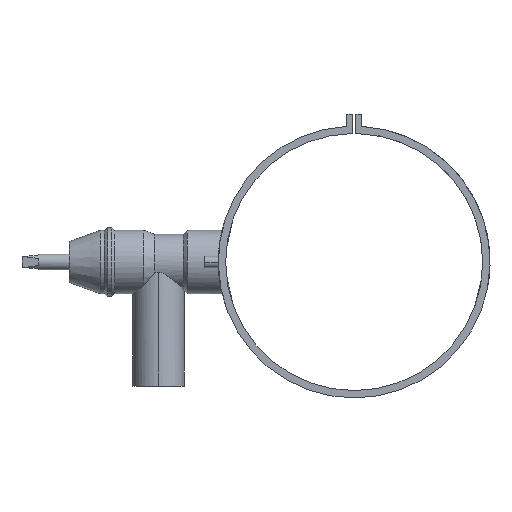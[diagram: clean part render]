
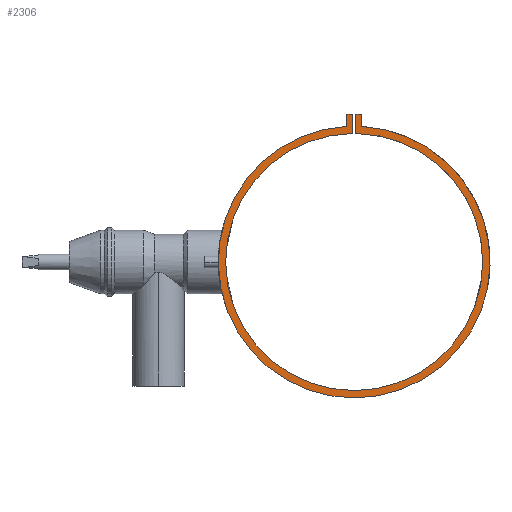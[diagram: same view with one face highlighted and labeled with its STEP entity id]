
A CAD part, left-side view. The second image highlights one B-rep face of the part: STEP entity #2306.
In plain terms, the highlighted planar face has unit normal (-1, 0, 0).
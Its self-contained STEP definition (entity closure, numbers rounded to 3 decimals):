
#95 = EDGE_CURVE ( 'NONE', #1997, #2135, #858, .T. ) ;
#104 = CARTESIAN_POINT ( 'NONE',  ( -80., -9., 166.257 ) ) ;
#173 = CARTESIAN_POINT ( 'NONE',  ( -80., 9., 181.257 ) ) ;
#177 = AXIS2_PLACEMENT_3D ( 'NONE', #2884, #569, #1670 ) ;
#266 = CARTESIAN_POINT ( 'NONE',  ( -80., -2., 181.257 ) ) ;
#370 = CARTESIAN_POINT ( 'NONE',  ( -80., -2., 181.257 ) ) ;
#431 = DIRECTION ( 'NONE',  ( 0., 0., 1. ) ) ;
#461 = VECTOR ( 'NONE', #1474, 1000. ) ;
#522 = CARTESIAN_POINT ( 'NONE',  ( -80., -9., 181.257 ) ) ;
#569 = DIRECTION ( 'NONE',  ( 1., 0., 0. ) ) ;
#584 = VECTOR ( 'NONE', #1371, 1000. ) ;
#607 = CARTESIAN_POINT ( 'NONE',  ( -80., 2., 181.257 ) ) ;
#632 = CARTESIAN_POINT ( 'NONE',  ( -80., 9., 181.257 ) ) ;
#640 = LINE ( 'NONE', #632, #2525 ) ;
#667 = EDGE_CURVE ( 'NONE', #2148, #1515, #640, .T. ) ;
#715 = CARTESIAN_POINT ( 'NONE',  ( -80., 0., 0. ) ) ;
#746 = AXIS2_PLACEMENT_3D ( 'NONE', #2409, #3148, #1044 ) ;
#748 = CIRCLE ( 'NONE', #746, 157.5 ) ;
#843 = FACE_OUTER_BOUND ( 'NONE', #2411, .T. ) ;
#849 = DIRECTION ( 'NONE',  ( 0., 0., -1. ) ) ;
#854 = DIRECTION ( 'NONE',  ( 0., 0., -1. ) ) ;
#856 = CARTESIAN_POINT ( 'NONE',  ( -80., -9., 181.257 ) ) ;
#858 = LINE ( 'NONE', #856, #3060 ) ;
#1044 = DIRECTION ( 'NONE',  ( 0., 0., -1. ) ) ;
#1097 = VECTOR ( 'NONE', #849, 1000. ) ;
#1274 = DIRECTION ( 'NONE',  ( 0., -1., 0. ) ) ;
#1304 = EDGE_CURVE ( 'NONE', #1515, #2338, #2621, .T. ) ;
#1371 = DIRECTION ( 'NONE',  ( 0., 0., 1. ) ) ;
#1415 = CARTESIAN_POINT ( 'NONE',  ( -80., 9., 181.257 ) ) ;
#1474 = DIRECTION ( 'NONE',  ( 0., -1., 0. ) ) ;
#1492 = CARTESIAN_POINT ( 'NONE',  ( -80., 9., 166.257 ) ) ;
#1515 = VERTEX_POINT ( 'NONE', #1415 ) ;
#1618 = CARTESIAN_POINT ( 'NONE',  ( -80., 2., 157.487 ) ) ;
#1670 = DIRECTION ( 'NONE',  ( 0., 0., -1. ) ) ;
#1749 = EDGE_CURVE ( 'NONE', #2338, #2293, #2218, .T. ) ;
#1783 = VECTOR ( 'NONE', #1274, 1000. ) ;
#1811 = DIRECTION ( 'NONE',  ( 1., 0., 0. ) ) ;
#1849 = AXIS2_PLACEMENT_3D ( 'NONE', #715, #1811, #2811 ) ;
#1943 = PLANE ( 'NONE',  #177 ) ;
#1947 = EDGE_CURVE ( 'NONE', #2293, #2553, #748, .T. ) ;
#1997 = VERTEX_POINT ( 'NONE', #522 ) ;
#2037 = EDGE_CURVE ( 'NONE', #2553, #2426, #2714, .T. ) ;
#2126 = EDGE_CURVE ( 'NONE', #2426, #1997, #2774, .T. ) ;
#2135 = VERTEX_POINT ( 'NONE', #104 ) ;
#2148 = VERTEX_POINT ( 'NONE', #1492 ) ;
#2218 = LINE ( 'NONE', #3042, #1097 ) ;
#2293 = VERTEX_POINT ( 'NONE', #1618 ) ;
#2306 = ADVANCED_FACE ( 'NONE', ( #843 ), #1943, .F. ) ;
#2338 = VERTEX_POINT ( 'NONE', #607 ) ;
#2409 = CARTESIAN_POINT ( 'NONE',  ( -80., 0., 0. ) ) ;
#2411 = EDGE_LOOP ( 'NONE', ( #2703, #2702, #2695, #2693, #2691, #2685, #2679, #2675 ) ) ;
#2426 = VERTEX_POINT ( 'NONE', #2921 ) ;
#2525 = VECTOR ( 'NONE', #431, 1000. ) ;
#2553 = VERTEX_POINT ( 'NONE', #3098 ) ;
#2621 = LINE ( 'NONE', #173, #1783 ) ;
#2675 = ORIENTED_EDGE ( 'NONE', *, *, #667, .F. ) ;
#2679 = ORIENTED_EDGE ( 'NONE', *, *, #1304, .F. ) ;
#2685 = ORIENTED_EDGE ( 'NONE', *, *, #1749, .F. ) ;
#2691 = ORIENTED_EDGE ( 'NONE', *, *, #1947, .F. ) ;
#2693 = ORIENTED_EDGE ( 'NONE', *, *, #2037, .F. ) ;
#2695 = ORIENTED_EDGE ( 'NONE', *, *, #2126, .F. ) ;
#2699 = EDGE_CURVE ( 'NONE', #2135, #2148, #3085, .T. ) ;
#2702 = ORIENTED_EDGE ( 'NONE', *, *, #95, .F. ) ;
#2703 = ORIENTED_EDGE ( 'NONE', *, *, #2699, .F. ) ;
#2714 = LINE ( 'NONE', #266, #584 ) ;
#2774 = LINE ( 'NONE', #370, #461 ) ;
#2811 = DIRECTION ( 'NONE',  ( 0., 0., -1. ) ) ;
#2884 = CARTESIAN_POINT ( 'NONE',  ( -80., 0., 0. ) ) ;
#2921 = CARTESIAN_POINT ( 'NONE',  ( -80., -2., 181.257 ) ) ;
#3042 = CARTESIAN_POINT ( 'NONE',  ( -80., 2., 181.257 ) ) ;
#3060 = VECTOR ( 'NONE', #854, 1000. ) ;
#3085 = CIRCLE ( 'NONE', #1849, 166.5 ) ;
#3098 = CARTESIAN_POINT ( 'NONE',  ( -80., -2., 157.487 ) ) ;
#3148 = DIRECTION ( 'NONE',  ( -1., 0., 0. ) ) ;
